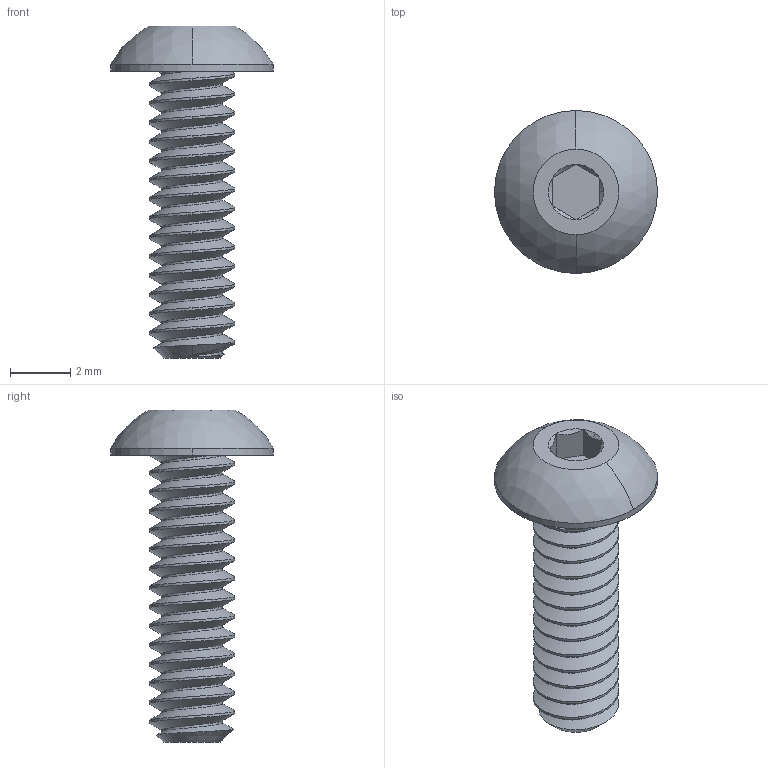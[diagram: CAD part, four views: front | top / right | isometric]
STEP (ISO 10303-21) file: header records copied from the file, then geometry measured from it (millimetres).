
FILE_DESCRIPTION (( 'STEP AP203' ), '1' );
FILE_NAME ('92949A108.step', '2014-02-25T18:32:21', ( '' ), ( '' ), 'SwSTEP 2.0', 'SolidWorks 2012', '' );
FILE_SCHEMA (( 'CONFIG_CONTROL_DESIGN' ));
Length unit declared in the file: inch
Products named in the file (1): 92949A108
Bounding box: 5.41 x 5.41 x 11.02 mm (x, y, z)
Volume: 67.1 mm3; surface area: 187.8 mm2
Topology: 1 solids, 1 shells, 56 faces, 144 edges, 92 vertices
Faces by surface type: cylinder 31, cone 10, plane 10, bspline 3, sphere 2
Entity records: 3832 total; most frequent: CARTESIAN_POINT 2572, ORIENTED_EDGE 288, DIRECTION 196, EDGE_CURVE 144, VERTEX_POINT 92, AXIS2_PLACEMENT_3D 75, EDGE_LOOP 58, FACE_OUTER_BOUND 56
